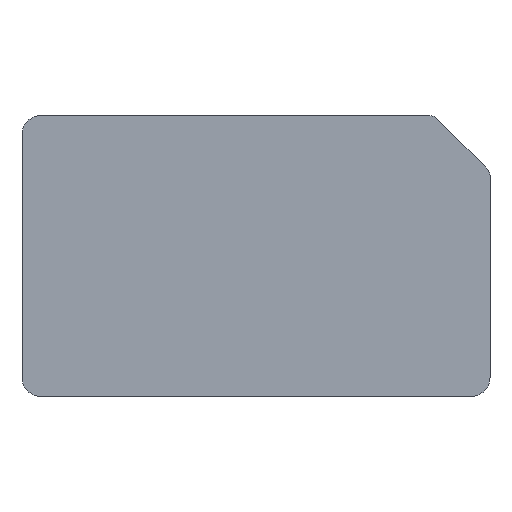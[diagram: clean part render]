
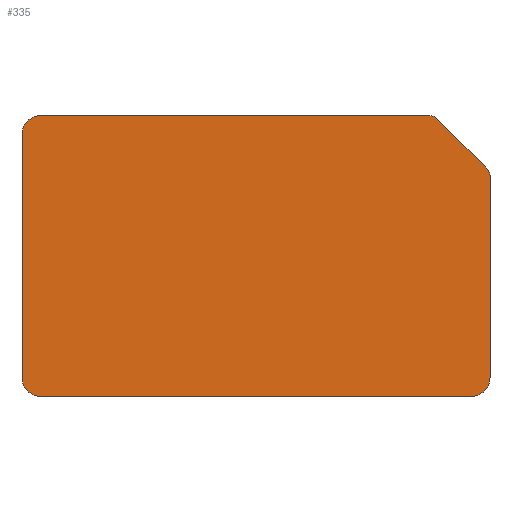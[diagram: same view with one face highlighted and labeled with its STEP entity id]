
A CAD part, front view. The second image highlights one B-rep face of the part: STEP entity #335.
In plain terms, the highlighted planar face has unit normal (0, -1, 0).
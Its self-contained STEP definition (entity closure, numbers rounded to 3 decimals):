
#32 = VERTEX_POINT('',#33);
#33 = CARTESIAN_POINT('',(12.5,0.,4.293));
#39 = EDGE_CURVE('',#32,#40,#42,.T.);
#40 = VERTEX_POINT('',#41);
#41 = CARTESIAN_POINT('',(12.5,0.,-6.5));
#42 = LINE('',#43,#44);
#43 = CARTESIAN_POINT('',(12.5,0.,4.5));
#44 = VECTOR('',#45,1.);
#45 = DIRECTION('',(0.,0.,-1.));
#72 = VERTEX_POINT('',#73);
#73 = CARTESIAN_POINT('',(11.5,0.,-7.5));
#79 = EDGE_CURVE('',#72,#80,#82,.T.);
#80 = VERTEX_POINT('',#81);
#81 = CARTESIAN_POINT('',(-11.5,0.,-7.5));
#82 = LINE('',#83,#84);
#83 = CARTESIAN_POINT('',(-12.5,0.,-7.5));
#84 = VECTOR('',#85,1.);
#85 = DIRECTION('',(-1.,-0.,-0.));
#112 = VERTEX_POINT('',#113);
#113 = CARTESIAN_POINT('',(-12.5,0.,-6.5));
#119 = EDGE_CURVE('',#112,#120,#122,.T.);
#120 = VERTEX_POINT('',#121);
#121 = CARTESIAN_POINT('',(-12.5,0.,6.5));
#122 = LINE('',#123,#124);
#123 = CARTESIAN_POINT('',(-12.5,0.,7.5));
#124 = VECTOR('',#125,1.);
#125 = DIRECTION('',(-0.,-0.,1.));
#141 = EDGE_CURVE('',#142,#144,#146,.T.);
#142 = VERTEX_POINT('',#143);
#143 = CARTESIAN_POINT('',(-11.5,0.,7.5));
#144 = VERTEX_POINT('',#145);
#145 = CARTESIAN_POINT('',(9.293,0.,7.5));
#146 = LINE('',#147,#148);
#147 = CARTESIAN_POINT('',(-12.5,0.,7.5));
#148 = VECTOR('',#149,1.);
#149 = DIRECTION('',(1.,0.,0.));
#181 = EDGE_CURVE('',#182,#184,#186,.T.);
#182 = VERTEX_POINT('',#183);
#183 = CARTESIAN_POINT('',(9.646,0.,7.354));
#184 = VERTEX_POINT('',#185);
#185 = CARTESIAN_POINT('',(12.354,0.,4.646));
#186 = LINE('',#187,#188);
#187 = CARTESIAN_POINT('',(9.5,0.,7.5));
#188 = VECTOR('',#189,1.);
#189 = DIRECTION('',(0.707,0.,-0.707));
#335 = ADVANCED_FACE('',(#336),#378,.T.);
#336 = FACE_BOUND('',#337,.T.);
#337 = EDGE_LOOP('',(#338,#339,#346,#347,#354,#355,#362,#363,#370,#371)
  );
#338 = ORIENTED_EDGE('',*,*,#39,.F.);
#339 = ORIENTED_EDGE('',*,*,#340,.T.);
#340 = EDGE_CURVE('',#32,#184,#341,.T.);
#341 = CIRCLE('',#342,0.5);
#342 = AXIS2_PLACEMENT_3D('',#343,#344,#345);
#343 = CARTESIAN_POINT('',(12.,0.,4.293));
#344 = DIRECTION('',(0.,-1.,0.));
#345 = DIRECTION('',(0.,0.,-1.));
#346 = ORIENTED_EDGE('',*,*,#181,.F.);
#347 = ORIENTED_EDGE('',*,*,#348,.T.);
#348 = EDGE_CURVE('',#182,#144,#349,.T.);
#349 = CIRCLE('',#350,0.5);
#350 = AXIS2_PLACEMENT_3D('',#351,#352,#353);
#351 = CARTESIAN_POINT('',(9.293,0.,7.));
#352 = DIRECTION('',(0.,-1.,0.));
#353 = DIRECTION('',(0.,0.,-1.));
#354 = ORIENTED_EDGE('',*,*,#141,.F.);
#355 = ORIENTED_EDGE('',*,*,#356,.T.);
#356 = EDGE_CURVE('',#142,#120,#357,.T.);
#357 = CIRCLE('',#358,1.);
#358 = AXIS2_PLACEMENT_3D('',#359,#360,#361);
#359 = CARTESIAN_POINT('',(-11.5,0.,6.5));
#360 = DIRECTION('',(0.,-1.,0.));
#361 = DIRECTION('',(0.,0.,-1.));
#362 = ORIENTED_EDGE('',*,*,#119,.F.);
#363 = ORIENTED_EDGE('',*,*,#364,.T.);
#364 = EDGE_CURVE('',#112,#80,#365,.T.);
#365 = CIRCLE('',#366,1.);
#366 = AXIS2_PLACEMENT_3D('',#367,#368,#369);
#367 = CARTESIAN_POINT('',(-11.5,0.,-6.5));
#368 = DIRECTION('',(0.,-1.,0.));
#369 = DIRECTION('',(0.,0.,-1.));
#370 = ORIENTED_EDGE('',*,*,#79,.F.);
#371 = ORIENTED_EDGE('',*,*,#372,.T.);
#372 = EDGE_CURVE('',#72,#40,#373,.T.);
#373 = CIRCLE('',#374,1.);
#374 = AXIS2_PLACEMENT_3D('',#375,#376,#377);
#375 = CARTESIAN_POINT('',(11.5,0.,-6.5));
#376 = DIRECTION('',(0.,-1.,0.));
#377 = DIRECTION('',(0.,0.,-1.));
#378 = PLANE('',#379);
#379 = AXIS2_PLACEMENT_3D('',#380,#381,#382);
#380 = CARTESIAN_POINT('',(12.5,0.,-7.5));
#381 = DIRECTION('',(0.,-1.,0.));
#382 = DIRECTION('',(0.,-0.,-1.));
